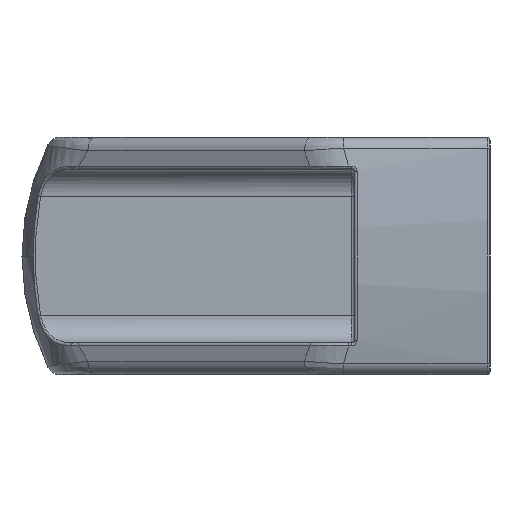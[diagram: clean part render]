
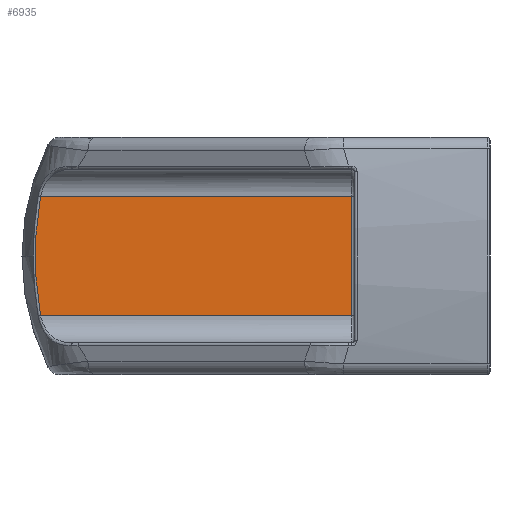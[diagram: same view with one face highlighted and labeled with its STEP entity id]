
A CAD part, left-side view. The second image highlights one B-rep face of the part: STEP entity #6935.
In plain terms, the highlighted planar face has unit normal (-1, 0, 0).
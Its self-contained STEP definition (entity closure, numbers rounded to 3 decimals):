
#5889 = DIRECTION ( 'NONE',  ( 0., 0., -1. ) ) ;
#5890 = DIRECTION ( 'NONE',  ( 1., 0., 0. ) ) ;
#5891 = CARTESIAN_POINT ( 'NONE',  ( -43.7, -36.368, -6.4 ) ) ;
#5892 = AXIS2_PLACEMENT_3D ( 'NONE', #5891, #5890, #5889 ) ;
#5897 = PLANE ( 'NONE',  #5892 ) ;
#6181 = LINE ( 'NONE', #6191, #6192 ) ;
#6185 = DIRECTION ( 'NONE',  ( 0., -1., 0. ) ) ;
#6186 = LINE ( 'NONE', #6187, #6198 ) ;
#6187 = CARTESIAN_POINT ( 'NONE',  ( -43.7, -7.25, -4.4 ) ) ;
#6191 = CARTESIAN_POINT ( 'NONE',  ( -43.7, -7.05, -6.4 ) ) ;
#6192 = VECTOR ( 'NONE', #6200, 1000. ) ;
#6198 = VECTOR ( 'NONE', #6185, 1000. ) ;
#6200 = DIRECTION ( 'NONE',  ( 0., 0., 1. ) ) ;
#6256 = CARTESIAN_POINT ( 'NONE',  ( -43.7, 15.884, 4.4 ) ) ;
#6258 = FACE_OUTER_BOUND ( 'NONE', #6939, .T. ) ;
#6298 = LINE ( 'NONE', #6304, #6326 ) ;
#6299 = CARTESIAN_POINT ( 'NONE',  ( -43.7, 16.241, -1.467 ) ) ;
#6300 = CARTESIAN_POINT ( 'NONE',  ( -43.7, 15.884, 4.4 ) ) ;
#6304 = CARTESIAN_POINT ( 'NONE',  ( -43.7, 15.54, 4.4 ) ) ;
#6307 = CARTESIAN_POINT ( 'NONE',  ( -43.7, 16.019, 3.667 ) ) ;
#6310 = CARTESIAN_POINT ( 'NONE',  ( -43.7, 15.884, -4.4 ) ) ;
#6311 = CARTESIAN_POINT ( 'NONE',  ( -43.7, 16.241, 1.467 ) ) ;
#6314 = CARTESIAN_POINT ( 'NONE',  ( -43.7, 16.115, -2.933 ) ) ;
#6317 = CARTESIAN_POINT ( 'NONE',  ( -43.7, 16.115, 2.933 ) ) ;
#6318 = DIRECTION ( 'NONE',  ( 0., 1., 0. ) ) ;
#6319 = CARTESIAN_POINT ( 'NONE',  ( -43.7, 16.302, 0. ) ) ;
#6322 = B_SPLINE_CURVE_WITH_KNOTS ( 'NONE', 3,
 ( #6300, #6307, #6317, #6311, #6319, #6299, #6314, #6333, #6310 ),
 .UNSPECIFIED., .F., .F.,
 ( 4, 2, 1, 2, 4 ),
 ( 0., 0.002, 0.004, 0.007, 0.009 ),
 .UNSPECIFIED. ) ;
#6326 = VECTOR ( 'NONE', #6318, 1000. ) ;
#6333 = CARTESIAN_POINT ( 'NONE',  ( -43.7, 16.019, -3.667 ) ) ;
#6353 = CARTESIAN_POINT ( 'NONE',  ( -43.7, -7.05, -4.4 ) ) ;
#6360 = CARTESIAN_POINT ( 'NONE',  ( -43.7, -7.05, 4.4 ) ) ;
#6385 = CARTESIAN_POINT ( 'NONE',  ( -43.7, 15.884, -4.4 ) ) ;
#6893 = EDGE_CURVE ( 'NONE', #6948, #6954, #6186, .T. ) ;
#6894 = ORIENTED_EDGE ( 'NONE', *, *, #6893, .T. ) ;
#6897 = EDGE_CURVE ( 'NONE', #6954, #6950, #6181, .T. ) ;
#6901 = ORIENTED_EDGE ( 'NONE', *, *, #6897, .T. ) ;
#6907 = ORIENTED_EDGE ( 'NONE', *, *, #6926, .T. ) ;
#6926 = EDGE_CURVE ( 'NONE', #6950, #6936, #6298, .T. ) ;
#6929 = EDGE_CURVE ( 'NONE', #6936, #6948, #6322, .T. ) ;
#6935 = ADVANCED_FACE ( 'NONE', ( #6258 ), #5897, .F. ) ;
#6936 = VERTEX_POINT ( 'NONE', #6256 ) ;
#6939 = EDGE_LOOP ( 'NONE', ( #6907, #6951, #6894, #6901 ) ) ;
#6948 = VERTEX_POINT ( 'NONE', #6385 ) ;
#6950 = VERTEX_POINT ( 'NONE', #6360 ) ;
#6951 = ORIENTED_EDGE ( 'NONE', *, *, #6929, .T. ) ;
#6954 = VERTEX_POINT ( 'NONE', #6353 ) ;
